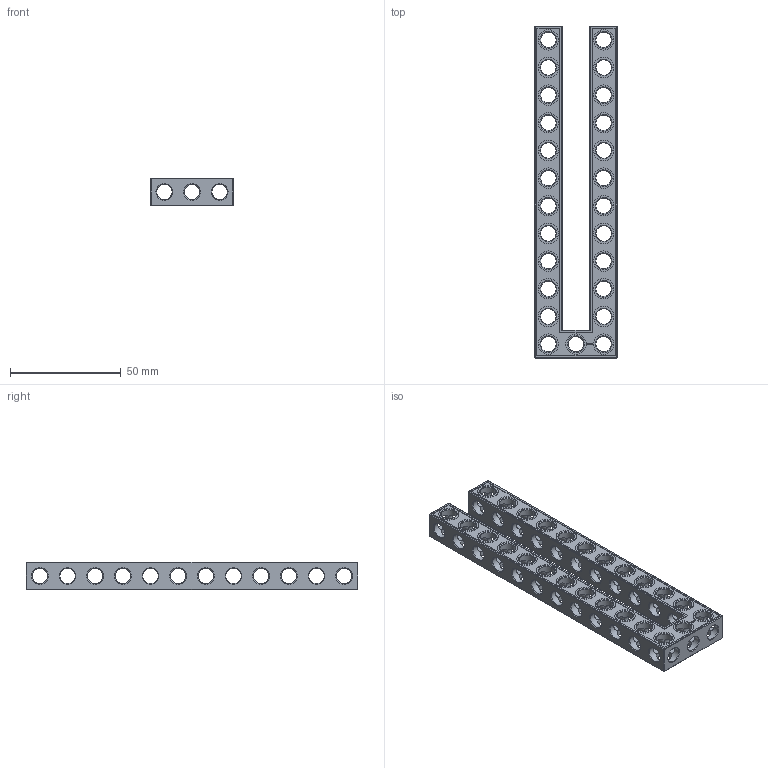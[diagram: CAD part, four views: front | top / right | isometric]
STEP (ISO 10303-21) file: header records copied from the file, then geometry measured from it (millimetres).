
FILE_DESCRIPTION(('FreeCAD Model'),'2;1');
FILE_NAME('Open CASCADE Shape Model','2022-02-22T23:12:10',( 'Paulo Kiefe'),('STEMFIE.org'),'Open CASCADE STEP processor 7.4', 'FreeCAD','Unknown');
FILE_SCHEMA(('AUTOMOTIVE_DESIGN { 1 0 10303 214 1 1 1 1 }'));
Products named in the file (1): Beam_AGD_ESS_USH_SYM_BU03x12x01_-_SPN-BEM-0311_(stemfie.org)
Bounding box: 37.5 x 150 x 12.5 mm (x, y, z)
Volume: 24436.1 mm3; surface area: 21885 mm2
Topology: 1 solids, 1 shells, 803 faces, 2380 edges, 1536 vertices
Faces by surface type: plane 408, cylinder 151, extrusion 142, cone 102
Full cylindrical faces by diameter (mm): 6.98 x26, 7 x100, 9.2 x25
Entity records: 166456 total; most frequent: CARTESIAN_POINT 121868, DIRECTION 7170, VECTOR 4859, ORIENTED_EDGE 4760, PCURVE 4760, DEFINITIONAL_REPRESENTATION 4760, LINE 4717, EDGE_CURVE 2380
